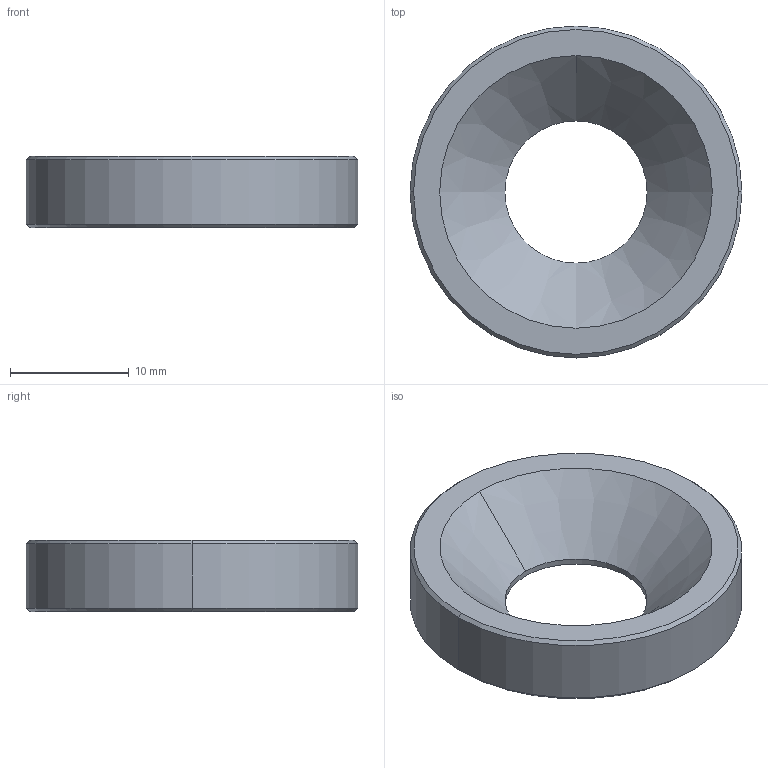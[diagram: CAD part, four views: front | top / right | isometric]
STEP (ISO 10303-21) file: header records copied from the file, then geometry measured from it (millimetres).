
FILE_DESCRIPTION (( 'STEP AP214' ), '1' );
FILE_NAME ('DP280610.STEP', '2013-07-19T10:17:59', ( '' ), ( '' ), 'SwSTEP 2.0', 'SolidWorks 2011', '' );
FILE_SCHEMA (( 'AUTOMOTIVE_DESIGN' ));
Length unit declared in the file: millimetre
Products named in the file (2): DP.280610; DP280610
Assembly tree (1 placements, depth 2):
  DP280610
    DP.280610
Bounding box: 28 x 28 x 6 mm (x, y, z)
Volume: 2263.6 mm3; surface area: 1646 mm2
Topology: 1 solids, 1 shells, 12 faces, 26 edges, 16 vertices
Faces by surface type: cone 6, cylinder 4, plane 2
Entity records: 536 total; most frequent: DIRECTION 74, CARTESIAN_POINT 58, ORIENTED_EDGE 52, AXIS2_PLACEMENT_3D 32, EDGE_CURVE 26, CIRCLE 16, VERTEX_POINT 16, UNCERTAINTY_MEASURE_WITH_UNIT 16
